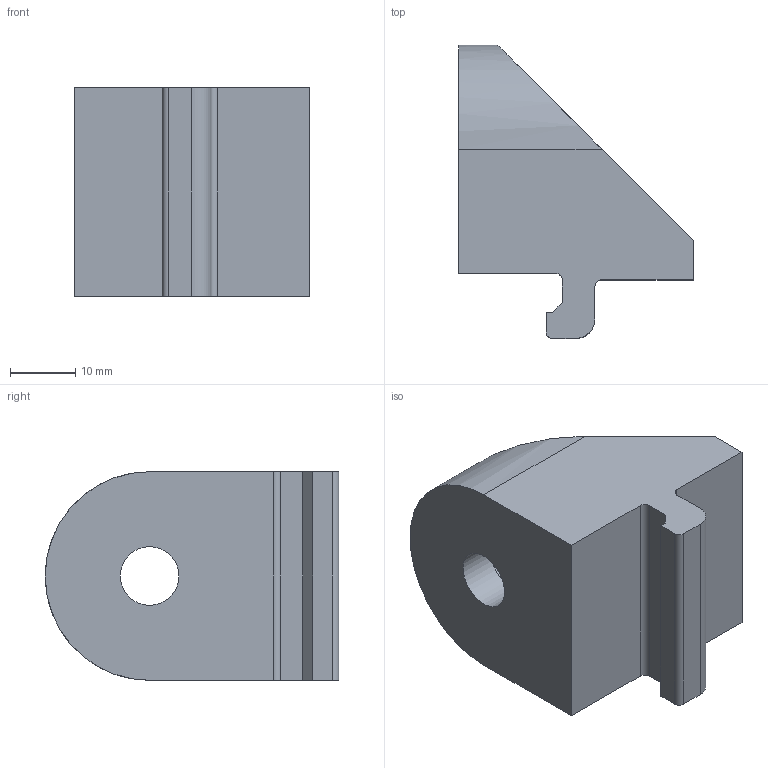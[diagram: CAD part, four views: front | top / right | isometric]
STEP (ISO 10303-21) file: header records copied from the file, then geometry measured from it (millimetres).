
FILE_DESCRIPTION( ( 'STEP AP214' ), '1' );
FILE_NAME( 'K1049.08.stp', '2020-12-10T09:27:35', ( '' ), ( '' ), ' ', 'PARTsolutions', ' ' );
FILE_SCHEMA( ( 'AUTOMOTIVE_DESIGN { 1 0 10303 214 1 1 1 1 }' ) );
Length unit declared in the file: millimetre
Products named in the file (2): K1049.08; _K1049_klemmwinkel9
Assembly tree (1 placements, depth 2):
  K1049.08
    _K1049_klemmwinkel9
Bounding box: 36 x 45 x 32 mm (x, y, z)
Volume: 15744.5 mm3; surface area: 7611.3 mm2
Topology: 1 solids, 1 shells, 26 faces, 70 edges, 46 vertices
Faces by surface type: plane 17, cylinder 9
Full cylindrical faces by diameter (mm): 9 x1
Entity records: 1061 total; most frequent: CARTESIAN_POINT 143, DIRECTION 143, ORIENTED_EDGE 138, EDGE_CURVE 69, LINE 51, VECTOR 51, AXIS2_PLACEMENT_3D 46, VERTEX_POINT 46
